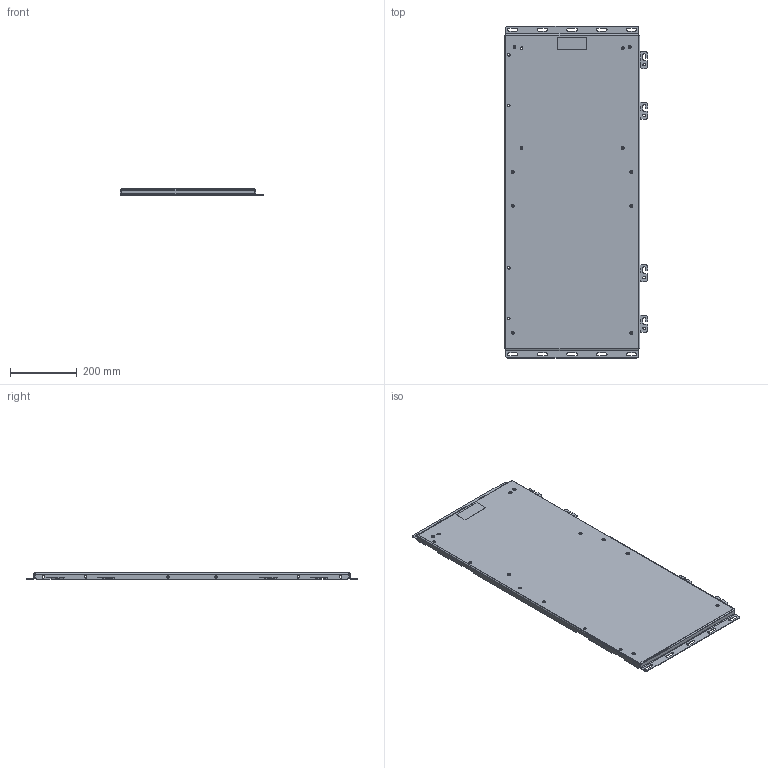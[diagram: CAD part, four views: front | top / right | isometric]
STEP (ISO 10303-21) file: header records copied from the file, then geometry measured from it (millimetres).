
FILE_DESCRIPTION (( 'STEP AP214' ), '1' );
FILE_NAME ('A70-0069-1 H Plate, BOS Mounting, Single.STEP', '2018-05-18T16:30:49', ( '' ), ( '' ), 'SwSTEP 2.0', 'SolidWorks 2015', '' );
FILE_SCHEMA (( 'AUTOMOTIVE_DESIGN' ));
Length unit declared in the file: inch
Products named in the file (1): A70-0069-1 H Plate, BOS Mounting, Single
Bounding box: 429.89 x 996.32 x 19.3 mm (x, y, z)
Volume: 852364.6 mm3; surface area: 910674.6 mm2
Topology: 14 solids, 14 shells, 619 faces, 1519 edges, 944 vertices
Faces by surface type: cylinder 266, plane 257, cone 96
Entity records: 26655 total; most frequent: DIRECTION 3387, CARTESIAN_POINT 3083, ORIENTED_EDGE 3038, EDGE_CURVE 1519, AXIS2_PLACEMENT_3D 1248, VERTEX_POINT 944, LINE 891, VECTOR 891
